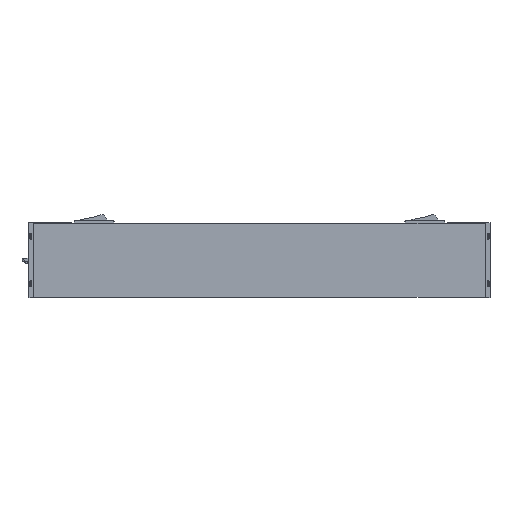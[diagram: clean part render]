
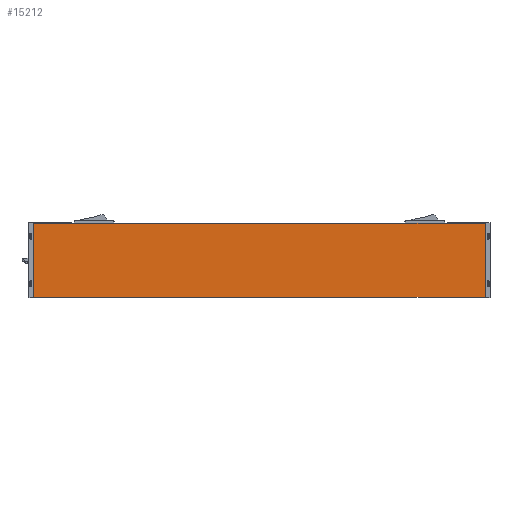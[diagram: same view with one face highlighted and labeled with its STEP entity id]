
A CAD part, top view. The second image highlights one B-rep face of the part: STEP entity #15212.
In plain terms, the highlighted planar face has unit normal (0, 0, 1).
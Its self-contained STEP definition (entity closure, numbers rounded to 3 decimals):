
#1514=ORIENTED_EDGE('',*,*,#4599,.T.);
#1515=ORIENTED_EDGE('',*,*,#4611,.T.);
#1516=ORIENTED_EDGE('',*,*,#4477,.T.);
#1517=ORIENTED_EDGE('',*,*,#4509,.T.);
#4477=EDGE_CURVE('',#6062,#6065,#7122,.T.);
#4509=EDGE_CURVE('',#6065,#6088,#7147,.T.);
#4599=EDGE_CURVE('',#6088,#6156,#7226,.T.);
#4611=EDGE_CURVE('',#6156,#6062,#7233,.T.);
#6062=VERTEX_POINT('',#21055);
#6065=VERTEX_POINT('',#21060);
#6088=VERTEX_POINT('',#21120);
#6156=VERTEX_POINT('',#21294);
#7122=LINE('',#21061,#8115);
#7147=LINE('',#21121,#8140);
#7226=LINE('',#21295,#8219);
#7233=LINE('',#21316,#8226);
#8115=VECTOR('',#17453,1000.);
#8140=VECTOR('',#17502,1000.);
#8219=VECTOR('',#17635,1000.);
#8226=VECTOR('',#17656,1000.);
#8994=EDGE_LOOP('',(#1514,#1515,#1516,#1517));
#9747=FACE_BOUND('',#8994,.T.);
#10490=PLANE('',#15967);
#15212=ADVANCED_FACE('',(#9747),#10490,.T.);
#15967=AXIS2_PLACEMENT_3D('',#21374,#17702,#17703);
#17453=DIRECTION('',(1.,0.,0.));
#17502=DIRECTION('',(0.,1.,0.));
#17635=DIRECTION('',(-1.,0.,0.));
#17656=DIRECTION('',(0.,-1.,0.));
#17702=DIRECTION('',(0.,0.,1.));
#17703=DIRECTION('',(1.,0.,0.));
#21055=CARTESIAN_POINT('',(4.,0.,29.895));
#21060=CARTESIAN_POINT('',(366.,0.,29.895));
#21061=CARTESIAN_POINT('',(4.,0.,29.895));
#21120=CARTESIAN_POINT('',(366.,59.6,29.895));
#21121=CARTESIAN_POINT('',(366.,0.,29.895));
#21294=CARTESIAN_POINT('',(4.,59.6,29.895));
#21295=CARTESIAN_POINT('',(366.,59.6,29.895));
#21316=CARTESIAN_POINT('',(4.,59.6,29.895));
#21374=CARTESIAN_POINT('',(0.,0.,29.895));
